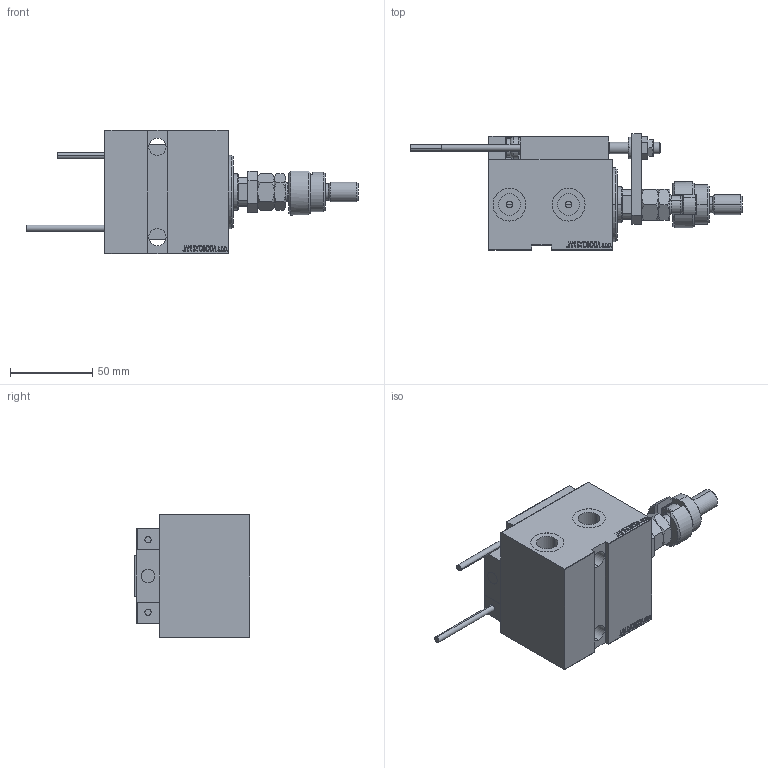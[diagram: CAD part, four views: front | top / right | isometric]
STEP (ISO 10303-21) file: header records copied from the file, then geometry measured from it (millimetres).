
FILE_DESCRIPTION (( 'STEP AP203' ), '1' );
FILE_NAME ('3bc8.STEP', '2022-04-17T10:14:13', ( '' ), ( '' ), 'SwSTEP 2.0', 'SolidWorks 2019', '' );
FILE_SCHEMA (( 'CONFIG_CONTROL_DESIGN' ));
Length unit declared in the file: millimetre
Products named in the file (19): MFA 4e48de1aea157540abeb9aec0b9a6c89; V450CM_E_Body 4e48de1aea157540abeb9aec0b9a6c89; SWITCH_X_FRONT_BACK 4e48de1aea157540abeb9aec0b9a6c89; TYC_L79 4e48de1aea157540abeb9aec0b9a6c89; KONCOVKA 4e48de1aea157540abeb9aec0b9a6c89; SWITCH DIM B,W 4e48de1aea157540abeb9aec0b9a6c89; Block 4e48de1aea157540abeb9aec0b9a6c89; FEMALE_PART_FOR_DFA 4e48de1aea157540abeb9aec0b9a6c89; X_Y_DFA 4e48de1aea157540abeb9aec0b9a6c89; ALLEN BOLT D5 4e48de1aea157540abeb9aec0b9a6c89; MAGNET 4e48de1aea157540abeb9aec0b9a6c89; V450CM_VC_B 4e48de1aea157540abeb9aec0b9a6c89; ALLEN BOLT D8 4e48de1aea157540abeb9aec0b9a6c89; 3bc8; NUT_D10 4e48de1aea157540abeb9aec0b9a6c89; NUT_D12 4e48de1aea157540abeb9aec0b9a6c89; ZARAZKA 4e48de1aea157540abeb9aec0b9a6c89; V450CM_E_VCP 4e48de1aea157540abeb9aec0b9a6c89; SWITCH X 4e48de1aea157540abeb9aec0b9a6c89
Assembly tree (28 placements, depth 3):
  3bc8
    V450CM_E_Body 4e48de1aea157540abeb9aec0b9a6c89
    V450CM_E_VCP 4e48de1aea157540abeb9aec0b9a6c89
    V450CM_VC_B 4e48de1aea157540abeb9aec0b9a6c89
    SWITCH X 4e48de1aea157540abeb9aec0b9a6c89
      SWITCH_X_FRONT_BACK 4e48de1aea157540abeb9aec0b9a6c89  x2
      TYC_L79 4e48de1aea157540abeb9aec0b9a6c89
      Block 4e48de1aea157540abeb9aec0b9a6c89  x2
      ALLEN BOLT D5 4e48de1aea157540abeb9aec0b9a6c89  x4
      ALLEN BOLT D8 4e48de1aea157540abeb9aec0b9a6c89  x4
      MAGNET 4e48de1aea157540abeb9aec0b9a6c89  x2
      KONCOVKA 4e48de1aea157540abeb9aec0b9a6c89  x2
    SWITCH DIM B,W 4e48de1aea157540abeb9aec0b9a6c89
    ZARAZKA 4e48de1aea157540abeb9aec0b9a6c89
    NUT_D10 4e48de1aea157540abeb9aec0b9a6c89
    NUT_D12 4e48de1aea157540abeb9aec0b9a6c89
    X_Y_DFA 4e48de1aea157540abeb9aec0b9a6c89
      FEMALE_PART_FOR_DFA 4e48de1aea157540abeb9aec0b9a6c89
      MFA 4e48de1aea157540abeb9aec0b9a6c89
Bounding box: 202 x 70.5 x 75 mm (x, y, z)
Volume: 344611.2 mm3; surface area: 86908.8 mm2
Topology: 26 solids, 26 shells, 1386 faces, 3304 edges, 2099 vertices
Faces by surface type: plane 602, bspline 380, cylinder 199, cone 153, torus 48, sphere 4
Entity records: 53220 total; most frequent: CARTESIAN_POINT 26297, ORIENTED_EDGE 5628, DIRECTION 3915, EDGE_CURVE 2814, VERTEX_POINT 1823, VECTOR 1577, LINE 1577, EDGE_LOOP 1297
